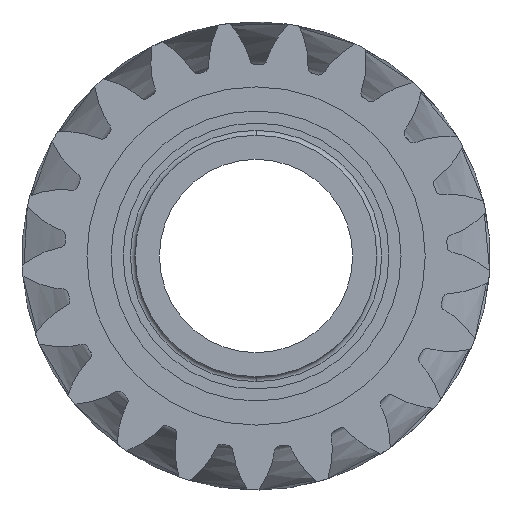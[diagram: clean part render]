
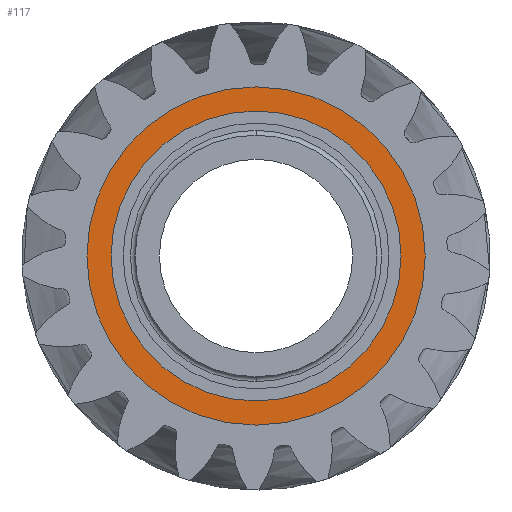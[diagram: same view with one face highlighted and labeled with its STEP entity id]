
A CAD part, left-side view. The second image highlights one B-rep face of the part: STEP entity #117.
In plain terms, the highlighted planar face has unit normal (-1, 0, 0).
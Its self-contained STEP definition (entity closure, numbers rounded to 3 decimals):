
#117=ADVANCED_FACE('',(#257,#258),#259,.T.);
#257=FACE_BOUND('',#40430,.T.);
#258=FACE_OUTER_BOUND('',#40431,.T.);
#259=PLANE('',#40432);
#40430=EDGE_LOOP('',(#40841,#40842));
#40431=EDGE_LOOP('',(#40843,#40844));
#40432=AXIS2_PLACEMENT_3D('',#40845,#40846,#40847);
#40841=ORIENTED_EDGE('',*,*,#41040,.T.);
#40842=ORIENTED_EDGE('',*,*,#41060,.T.);
#40843=ORIENTED_EDGE('',*,*,#41062,.T.);
#40844=ORIENTED_EDGE('',*,*,#41034,.T.);
#40845=CARTESIAN_POINT('',(469.0,0.0,0.0));
#40846=DIRECTION('',(-1.0,0.0,0.0));
#40847=DIRECTION('',(0.0,0.0,1.0));
#41034=EDGE_CURVE('',#41320,#41317,#41321,.T.);
#41040=EDGE_CURVE('',#41326,#41330,#41332,.T.);
#41060=EDGE_CURVE('',#41330,#41326,#41360,.T.);
#41062=EDGE_CURVE('',#41317,#41320,#41362,.T.);
#41317=VERTEX_POINT('',#51831);
#41320=VERTEX_POINT('',#51835);
#41321=CIRCLE('',#51836,70.0);
#41326=VERTEX_POINT('',#51842);
#41330=VERTEX_POINT('',#51847);
#41332=CIRCLE('',#51850,60.0);
#41360=CIRCLE('',#51882,60.0);
#41362=CIRCLE('',#51884,70.0);
#51831=CARTESIAN_POINT('',(469.0,0.0,-70.0));
#51835=CARTESIAN_POINT('',(469.0,0.,70.0));
#51836=AXIS2_PLACEMENT_3D('',#51938,#51939,#51940);
#51842=CARTESIAN_POINT('',(469.0,0.0,-60.0));
#51847=CARTESIAN_POINT('',(469.0,0.,60.0));
#51850=AXIS2_PLACEMENT_3D('',#51950,#51951,#51952);
#51882=AXIS2_PLACEMENT_3D('',#52002,#52003,#52004);
#51884=AXIS2_PLACEMENT_3D('',#52008,#52009,#52010);
#51938=CARTESIAN_POINT('',(469.0,0.0,0.0));
#51939=DIRECTION('',(-1.0,0.0,0.0));
#51940=DIRECTION('',(0.0,0.0,-1.0));
#51950=CARTESIAN_POINT('',(469.0,0.0,0.0));
#51951=DIRECTION('',(1.0,0.0,0.0));
#51952=DIRECTION('',(0.0,0.0,-1.0));
#52002=CARTESIAN_POINT('',(469.0,0.0,0.0));
#52003=DIRECTION('',(1.0,0.0,0.0));
#52004=DIRECTION('',(0.0,0.0,-1.0));
#52008=CARTESIAN_POINT('',(469.0,0.0,0.0));
#52009=DIRECTION('',(-1.0,0.0,0.0));
#52010=DIRECTION('',(0.0,0.0,-1.0));
